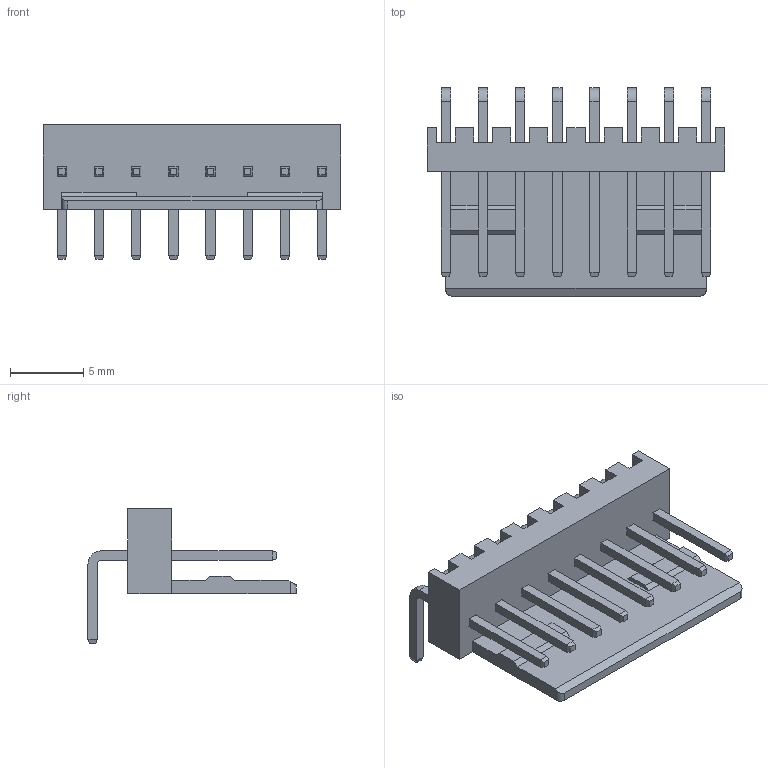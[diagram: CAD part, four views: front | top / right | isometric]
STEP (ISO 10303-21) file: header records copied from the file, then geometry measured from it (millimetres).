
FILE_DESCRIPTION(('STEP AP214'), '1');
FILE_NAME('WF-R', '', ('UNSPECIFIED'), ('UNSPECIFIED'), 'ASCON STEP Converter 1.6', 'ASCON Math Kernel', '');
FILE_SCHEMA(('AUTOMOTIVE_DESIGN { 1 0 10303 214 3 1 1}'));
Length unit declared in the file: millimetre
Bounding box: 20.32 x 14.22 x 9.2 mm (x, y, z)
Volume: 485.9 mm3; surface area: 1193.1 mm2
Topology: 9 solids, 9 shells, 229 faces, 569 edges, 358 vertices
Faces by surface type: plane 211, cylinder 18
Entity records: 8557 total; most frequent: CARTESIAN_POINT 1163, ORIENTED_EDGE 1138, DIRECTION 1061, EDGE_CURVE 569, LINE 533, VECTOR 533, VERTEX_POINT 358, AXIS2_PLACEMENT_3D 264
